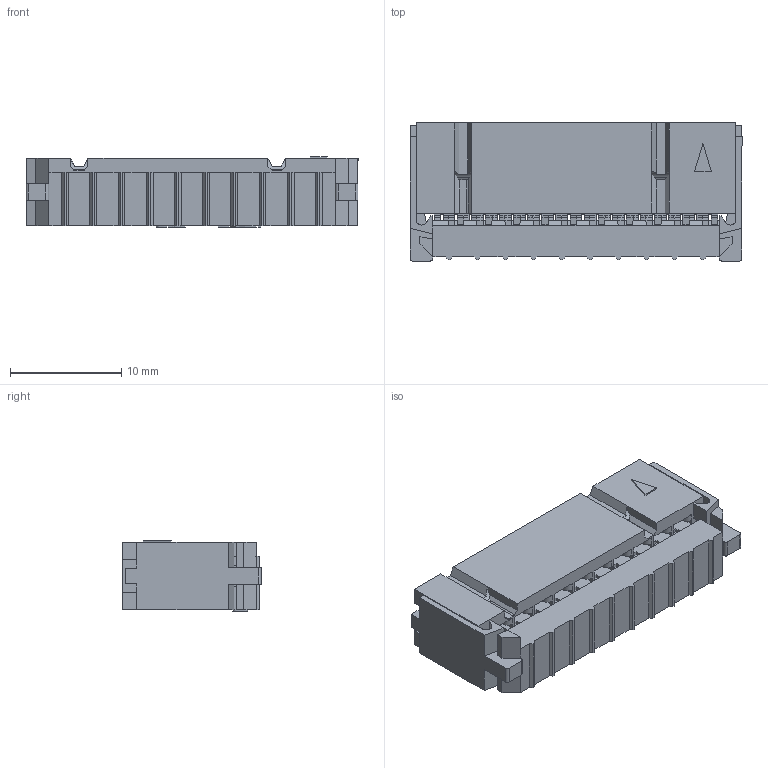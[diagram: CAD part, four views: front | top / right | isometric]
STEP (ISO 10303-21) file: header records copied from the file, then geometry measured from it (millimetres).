
FILE_DESCRIPTION(/* description */ (''),/* implementation_level */ '2;1');
FILE_NAME(/* name */ 'CWR-220-20_3D Model.stp',/* time_stamp */ '2023-11-27T11:26:41-05:00',/* author */ ('dwiltbank'),/* organization */ (''),/* preprocessor_version */ 'ST-DEVELOPER v19.2',/* originating_system */ 'Autodesk Inventor 2024',/* authorisation */ '');
FILE_SCHEMA (('AUTOMOTIVE_DESIGN { 1 0 10303 214 3 1 1 }'));
Products named in the file (1): CWR-220-20_Simplify_1
Bounding box: 29.9 x 12.43 x 6.35 mm (x, y, z)
Volume: 1574.9 mm3; surface area: 3998.3 mm2
Topology: 1 solids, 1 shells, 2652 faces, 7028 edges, 4342 vertices
Faces by surface type: plane 1897, cylinder 548, bspline 207
Entity records: 85664 total; most frequent: CARTESIAN_POINT 18310, ORIENTED_EDGE 14056, DIRECTION 12218, EDGE_CURVE 7028, LINE 5902, VECTOR 5902, VERTEX_POINT 4342, AXIS2_PLACEMENT_3D 3158
